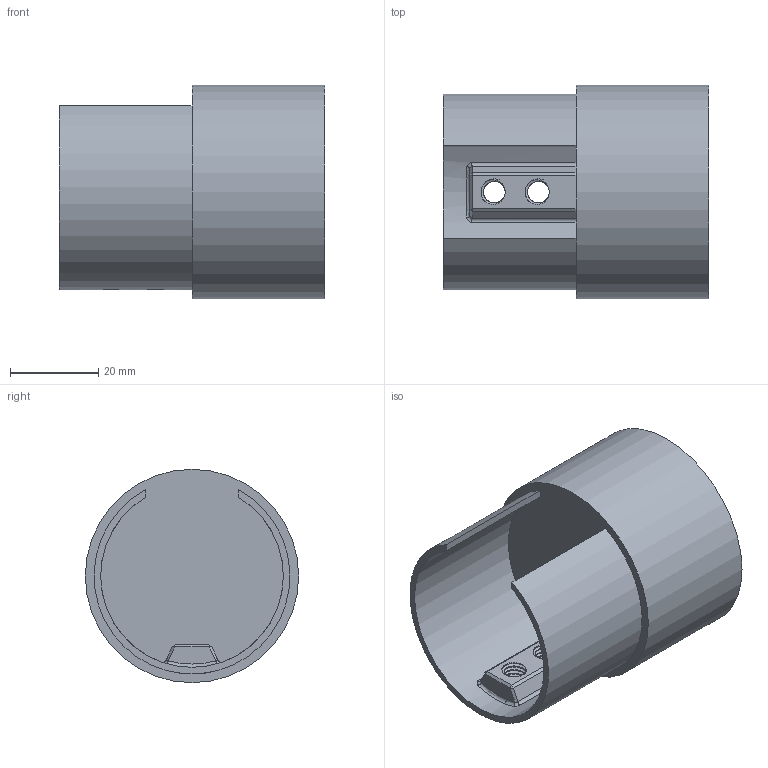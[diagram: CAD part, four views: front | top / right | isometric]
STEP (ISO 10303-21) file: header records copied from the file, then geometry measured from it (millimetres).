
FILE_DESCRIPTION(/* description */ (''),/* implementation_level */ '2;1');
FILE_NAME(/* name */ '1628_2_Cosch_Edelstahltechnik.stp',/* time_stamp */ '2018-08-27T19:01:48+02:00',/* author */ (''),/* organization */ (''),/* preprocessor_version */ 'ST-DEVELOPER v16',/* originating_system */ 'SIEMENS PLM Software NX 11.0',/* authorisation */ '');
FILE_SCHEMA (('AUTOMOTIVE_DESIGN { 1 0 10303 214 3 1 1 1 }'));
Length unit declared in the file: millimetre
Products named in the file (1): Goge0458A95D4mh8
Bounding box: 60 x 48.3 x 48.3 mm (x, y, z)
Volume: 15027.3 mm3; surface area: 19505.9 mm2
Topology: 1 solids, 1 shells, 34 faces, 85 edges, 55 vertices
Faces by surface type: plane 17, cylinder 10, bspline 6, torus 1
Full cylindrical faces by diameter (mm): 45.3 x1, 48.3 x1
Entity records: 5077 total; most frequent: CARTESIAN_POINT 4293, ORIENTED_EDGE 164, DIRECTION 133, EDGE_CURVE 82, VERTEX_POINT 54, AXIS2_PLACEMENT_3D 50, EDGE_LOOP 42, ADVANCED_FACE 34
